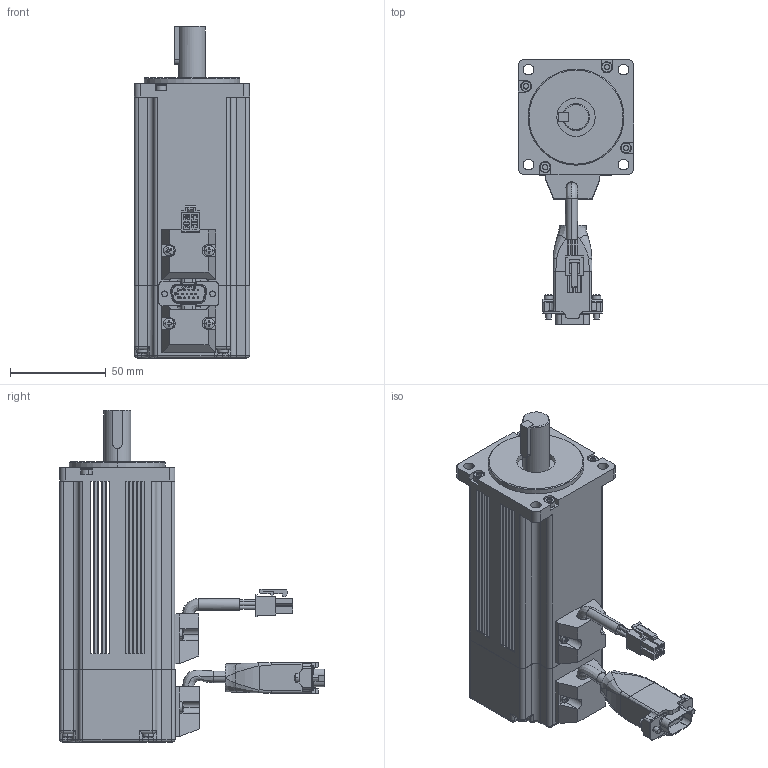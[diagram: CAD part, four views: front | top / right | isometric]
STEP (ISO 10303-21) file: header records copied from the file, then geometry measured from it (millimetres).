
FILE_DESCRIPTION (( 'STEP AP214' ), '1' );
FILE_NAME ('EP60-3B-MX5000-CN-001.STEP', '2017-08-30T00:14:27', ( '' ), ( '' ), 'SwSTEP 2.0', 'SolidWorks 2015', '' );
FILE_SCHEMA (( 'AUTOMOTIVE_DESIGN' ));
Length unit declared in the file: inch
Products named in the file (1): EP60-3B-MX5000-CN-001
Bounding box: 60.15 x 137.91 x 173 mm (x, y, z)
Surface area: 62212.6 mm2 (no closed solid volume)
Topology: 0 solids, 26 shells, 874 faces, 2766 edges, 1893 vertices
Faces by surface type: plane 523, cylinder 229, bspline 56, cone 38, torus 20, sphere 8
Entity records: 44343 total; most frequent: CARTESIAN_POINT 9156, DIRECTION 4763, ORIENTED_EDGE 4667, EDGE_CURVE 2756, VERTEX_POINT 1893, LINE 1837, VECTOR 1837, AXIS2_PLACEMENT_3D 1463
